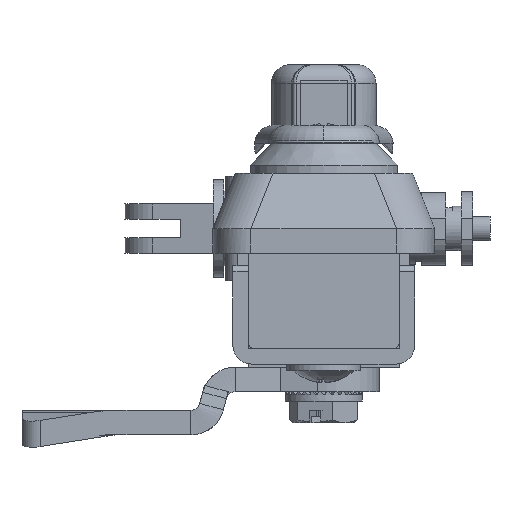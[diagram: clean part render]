
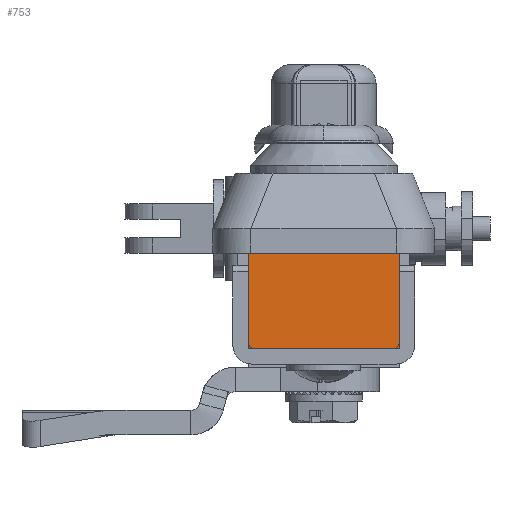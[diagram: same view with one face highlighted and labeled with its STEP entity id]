
A CAD part, left-side view. The second image highlights one B-rep face of the part: STEP entity #753.
In plain terms, the highlighted planar face has unit normal (-1, 0, 0).
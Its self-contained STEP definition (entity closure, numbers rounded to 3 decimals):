
#753 = ADVANCED_FACE( '', ( #1680 ), #1681, .F. );
#1680 = FACE_OUTER_BOUND( '', #3462, .T. );
#1681 = PLANE( '', #3463 );
#3462 = EDGE_LOOP( '', ( #9125, #9126, #9127, #9128 ) );
#3463 = AXIS2_PLACEMENT_3D( '', #9129, #9130, #9131 );
#9125 = ORIENTED_EDGE( '', *, *, #15912, .T. );
#9126 = ORIENTED_EDGE( '', *, *, #15805, .T. );
#9127 = ORIENTED_EDGE( '', *, *, #15915, .F. );
#9128 = ORIENTED_EDGE( '', *, *, #15763, .F. );
#9129 = CARTESIAN_POINT( '', ( -124.75, 12.25, 149.294 ) );
#9130 = DIRECTION( '', ( 1., 0., 0. ) );
#9131 = DIRECTION( '', ( 0., 1., 0. ) );
#15763 = EDGE_CURVE( '', #18258, #18260, #18261, .T. );
#15805 = EDGE_CURVE( '', #18329, #18327, #18330, .T. );
#15912 = EDGE_CURVE( '', #18258, #18329, #18513, .T. );
#15915 = EDGE_CURVE( '', #18260, #18327, #18516, .T. );
#18258 = VERTEX_POINT( '', #22426 );
#18260 = VERTEX_POINT( '', #22429 );
#18261 = LINE( '', #22430, #22431 );
#18327 = VERTEX_POINT( '', #22522 );
#18329 = VERTEX_POINT( '', #22525 );
#18330 = LINE( '', #22526, #22527 );
#18513 = LINE( '', #22779, #22780 );
#18516 = LINE( '', #22785, #22786 );
#22426 = CARTESIAN_POINT( '', ( -124.75, 12.25, -4. ) );
#22429 = CARTESIAN_POINT( '', ( -124.75, -12.25, -4. ) );
#22430 = CARTESIAN_POINT( '', ( -124.75, -9.384, -4. ) );
#22431 = VECTOR( '', #32215, 1000. );
#22522 = CARTESIAN_POINT( '', ( -124.75, -12.25, -19.5 ) );
#22525 = CARTESIAN_POINT( '', ( -124.75, 12.25, -19.5 ) );
#22526 = CARTESIAN_POINT( '', ( -124.75, 12.25, -19.5 ) );
#22527 = VECTOR( '', #32287, 1000. );
#22779 = CARTESIAN_POINT( '', ( -124.75, 12.25, 149.294 ) );
#22780 = VECTOR( '', #32468, 1000. );
#22785 = CARTESIAN_POINT( '', ( -124.75, -12.25, 149.294 ) );
#22786 = VECTOR( '', #32471, 1000. );
#32215 = DIRECTION( '', ( 0., -1., 0. ) );
#32287 = DIRECTION( '', ( 0., -1., 0. ) );
#32468 = DIRECTION( '', ( 0., 0., -1. ) );
#32471 = DIRECTION( '', ( 0., 0., -1. ) );
